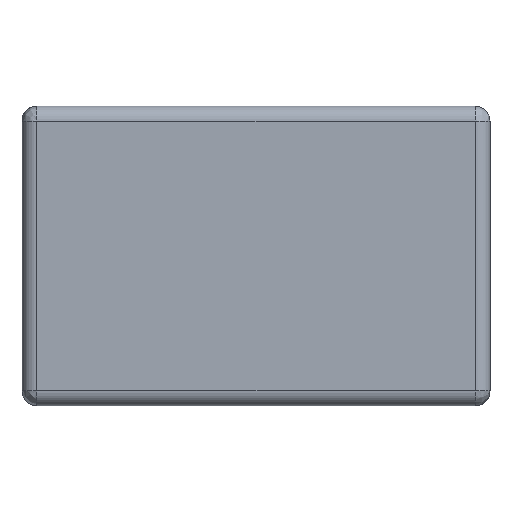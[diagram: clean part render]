
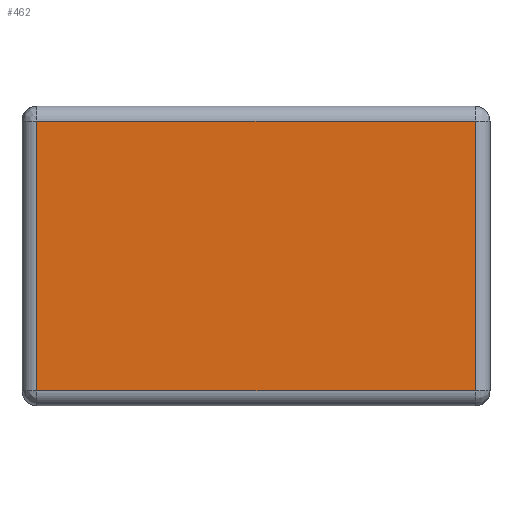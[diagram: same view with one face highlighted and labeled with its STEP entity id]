
A CAD part, left-side view. The second image highlights one B-rep face of the part: STEP entity #462.
In plain terms, the highlighted planar face has unit normal (-1, 0, 0).
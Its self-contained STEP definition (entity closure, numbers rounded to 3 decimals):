
#128 = CARTESIAN_POINT ( 'NONE',  ( -1.6, 0., 1.53 ) ) ;
#281 = CARTESIAN_POINT ( 'NONE',  ( -1.6, 1.17, 0.81 ) ) ;
#462 = ADVANCED_FACE ( 'NONE', ( #3782 ), #1925, .T. ) ;
#477 = VERTEX_POINT ( 'NONE', #4549 ) ;
#503 = VERTEX_POINT ( 'NONE', #508 ) ;
#508 = CARTESIAN_POINT ( 'NONE',  ( -1.6, 1.17, 1.53 ) ) ;
#518 = DIRECTION ( 'NONE',  ( 0., -1., 0. ) ) ;
#536 = VECTOR ( 'NONE', #4556, 1000. ) ;
#587 = ORIENTED_EDGE ( 'NONE', *, *, #3661, .F. ) ;
#698 = EDGE_CURVE ( 'NONE', #3508, #3512, #4104, .T. ) ;
#699 = EDGE_CURVE ( 'NONE', #503, #3508, #2994, .T. ) ;
#751 = AXIS2_PLACEMENT_3D ( 'NONE', #810, #2345, #3710 ) ;
#810 = CARTESIAN_POINT ( 'NONE',  ( -1.6, 1.25, 0.01 ) ) ;
#879 = CARTESIAN_POINT ( 'NONE',  ( -1.6, -1.17, 0.81 ) ) ;
#909 = ORIENTED_EDGE ( 'NONE', *, *, #1869, .T. ) ;
#1869 = EDGE_CURVE ( 'NONE', #477, #3512, #3113, .T. ) ;
#1925 = PLANE ( 'NONE',  #751 ) ;
#1958 = EDGE_LOOP ( 'NONE', ( #3487, #2983, #587, #909 ) ) ;
#2345 = DIRECTION ( 'NONE',  ( -1., 0., 0. ) ) ;
#2603 = DIRECTION ( 'NONE',  ( 0., 0., -1. ) ) ;
#2634 = DIRECTION ( 'NONE',  ( 0., -1., 0. ) ) ;
#2983 = ORIENTED_EDGE ( 'NONE', *, *, #699, .F. ) ;
#2994 = LINE ( 'NONE', #128, #3898 ) ;
#3113 = LINE ( 'NONE', #4629, #4230 ) ;
#3370 = VECTOR ( 'NONE', #2603, 1000. ) ;
#3487 = ORIENTED_EDGE ( 'NONE', *, *, #698, .F. ) ;
#3508 = VERTEX_POINT ( 'NONE', #4166 ) ;
#3512 = VERTEX_POINT ( 'NONE', #3718 ) ;
#3578 = LINE ( 'NONE', #281, #536 ) ;
#3661 = EDGE_CURVE ( 'NONE', #477, #503, #3578, .T. ) ;
#3710 = DIRECTION ( 'NONE',  ( 0., -1., 0. ) ) ;
#3718 = CARTESIAN_POINT ( 'NONE',  ( -1.6, -1.17, 0.09 ) ) ;
#3782 = FACE_OUTER_BOUND ( 'NONE', #1958, .T. ) ;
#3898 = VECTOR ( 'NONE', #2634, 1000. ) ;
#4104 = LINE ( 'NONE', #879, #3370 ) ;
#4166 = CARTESIAN_POINT ( 'NONE',  ( -1.6, -1.17, 1.53 ) ) ;
#4230 = VECTOR ( 'NONE', #518, 1000. ) ;
#4549 = CARTESIAN_POINT ( 'NONE',  ( -1.6, 1.17, 0.09 ) ) ;
#4556 = DIRECTION ( 'NONE',  ( 0., 0., 1. ) ) ;
#4629 = CARTESIAN_POINT ( 'NONE',  ( -1.6, 0., 0.09 ) ) ;
